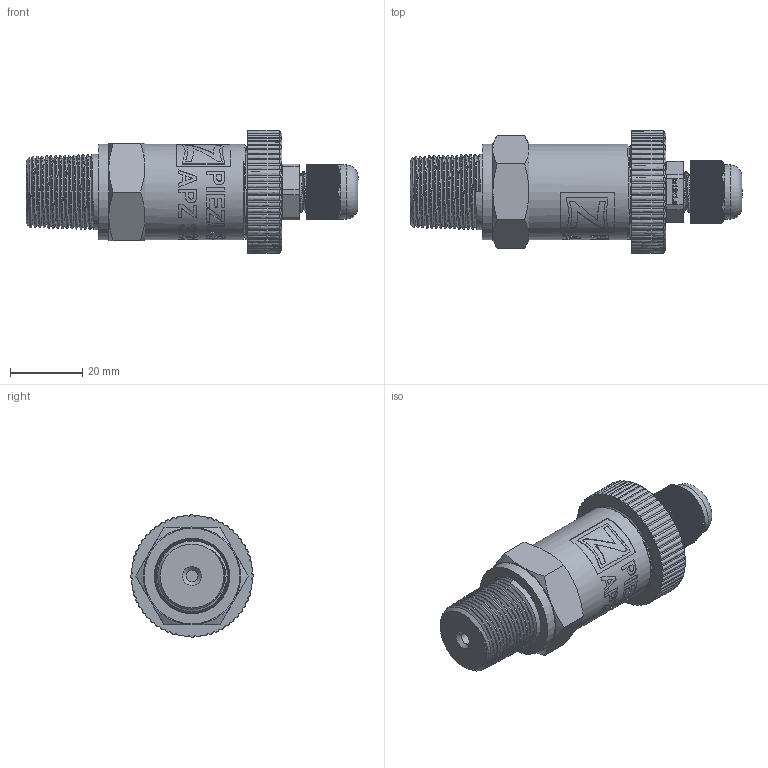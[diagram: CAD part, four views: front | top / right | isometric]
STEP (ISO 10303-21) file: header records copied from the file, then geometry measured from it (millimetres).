
FILE_DESCRIPTION(/* description */ (''),/* implementation_level */ '2;1');
FILE_NAME(/* name */ 'APZ3230_1''2NPT_CableGland.step',/* time_stamp */ '2021-06-24T09:47:54+03:00',/* author */ (''),/* organization */ (''),/* preprocessor_version */ 'ST-DEVELOPER v18.1',/* originating_system */ 'Autodesk Translation Framework v10.9.0.1377',/* authorisation */ '');
FILE_SCHEMA (('AUTOMOTIVE_DESIGN { 1 0 10303 214 3 1 1 }'));
Products named in the file (8): APZ3230_1'2NPT_CableGland; 1/2 NPT; OMAL nut M27x1.5 v8; Ш100.000.001 v4; M12x1.5 Cable gland v4; Cable gland; Rubber gasket; M12 Domed nut
Assembly tree (7 placements, depth 3):
  APZ3230_1'2NPT_CableGland
    1/2 NPT
    OMAL nut M27x1.5 v8
    Ш100.000.001 v4
    M12x1.5 Cable gland v4
      Cable gland
      Rubber gasket
      M12 Domed nut
Bounding box: 92.16 x 34 x 34 mm (x, y, z)
Volume: 41209.2 mm3; surface area: 17605.6 mm2
Topology: 6 solids, 6 shells, 2694 faces, 7873 edges, 5236 vertices
Faces by surface type: plane 1484, cylinder 760, bspline 407, cone 41, torus 1, sphere 1
Full cylindrical faces by diameter (mm): 1 x6, 3.3 x1, 7.5 x1, 8 x1, 9.976 x5, 10 x6, 10.376 x4, 10.526 x3, 11.6 x4, 12 x5, 12.203 x3, 12.6 x1, 15 x1, 17 x1, 21.4 x2, 22.3 x1, 22.4 x1, 24.5 x1, 25.132 x4, 25.526 x4, 26.5 x6, 27.208 x5
Entity records: 126531 total; most frequent: CARTESIAN_POINT 57395, ORIENTED_EDGE 15746, DIRECTION 12743, EDGE_CURVE 7873, VERTEX_POINT 5236, LINE 4471, VECTOR 4471, AXIS2_PLACEMENT_3D 4136
